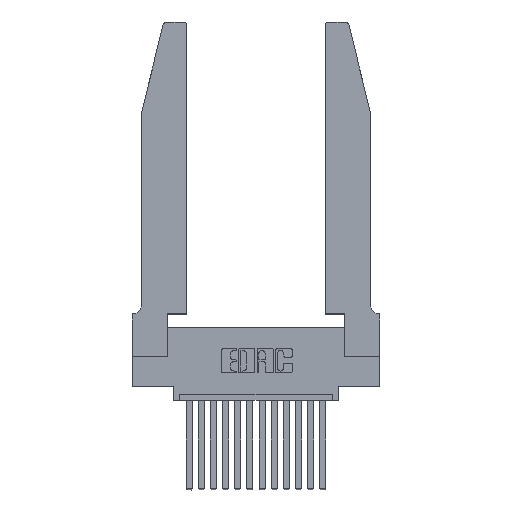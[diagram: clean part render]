
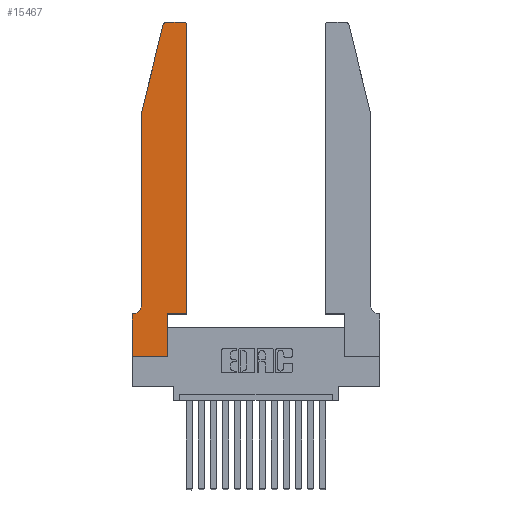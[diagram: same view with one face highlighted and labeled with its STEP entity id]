
A CAD part, top view. The second image highlights one B-rep face of the part: STEP entity #15467.
In plain terms, the highlighted planar face has unit normal (0, 0, 1).
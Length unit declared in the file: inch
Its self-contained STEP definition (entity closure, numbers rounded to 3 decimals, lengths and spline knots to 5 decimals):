
#74 = LINE ( 'NONE', #13469, #14210 ) ;
#555 = DIRECTION ( 'NONE',  ( 1., 0., 0. ) ) ;
#613 = VERTEX_POINT ( 'NONE', #13917 ) ;
#629 = VECTOR ( 'NONE', #5122, 39.37008 ) ;
#632 = CARTESIAN_POINT ( 'NONE',  ( 0.2605, 2.75, 0.37 ) ) ;
#1032 = LINE ( 'NONE', #1511, #7428 ) ;
#1446 = VECTOR ( 'NONE', #1486, 39.37008 ) ;
#1479 = CARTESIAN_POINT ( 'NONE',  ( 0.2865, 0., 0.37 ) ) ;
#1486 = DIRECTION ( 'NONE',  ( -1., 0., 0. ) ) ;
#1511 = CARTESIAN_POINT ( 'NONE',  ( 0., 0., 0.37 ) ) ;
#1602 = EDGE_CURVE ( 'NONE', #5459, #613, #6453, .T. ) ;
#2113 = CIRCLE ( 'NONE', #2700, 0.03 ) ;
#2139 = DIRECTION ( 'NONE',  ( 0., 0., 1. ) ) ;
#2207 = DIRECTION ( 'NONE',  ( -1., 0., 0. ) ) ;
#2378 = VERTEX_POINT ( 'NONE', #15700 ) ;
#2591 = DIRECTION ( 'NONE',  ( 0., -1., 0. ) ) ;
#2613 = EDGE_CURVE ( 'NONE', #2378, #17314, #6199, .T. ) ;
#2680 = AXIS2_PLACEMENT_3D ( 'NONE', #5703, #4145, #16593 ) ;
#2700 = AXIS2_PLACEMENT_3D ( 'NONE', #7557, #2139, #12187 ) ;
#2975 = ORIENTED_EDGE ( 'NONE', *, *, #4149, .T. ) ;
#3163 = VECTOR ( 'NONE', #16286, 39.37008 ) ;
#3206 = EDGE_CURVE ( 'NONE', #3732, #14577, #1032, .T. ) ;
#3419 = DIRECTION ( 'NONE',  ( 0., 0., 1. ) ) ;
#3432 = CARTESIAN_POINT ( 'NONE',  ( 0., 0., 0.37 ) ) ;
#3469 = VERTEX_POINT ( 'NONE', #10195 ) ;
#3732 = VERTEX_POINT ( 'NONE', #14673 ) ;
#4081 = VECTOR ( 'NONE', #14377, 39.37008 ) ;
#4145 = DIRECTION ( 'NONE',  ( 0., 0., 1. ) ) ;
#4149 = EDGE_CURVE ( 'NONE', #9619, #14045, #6800, .T. ) ;
#4204 = CARTESIAN_POINT ( 'NONE',  ( 0.4205, 2.75, 0.37 ) ) ;
#4250 = CARTESIAN_POINT ( 'NONE',  ( 0.0755, 0.35, 0.37 ) ) ;
#4255 = EDGE_CURVE ( 'NONE', #3469, #3732, #15809, .T. ) ;
#4516 = CIRCLE ( 'NONE', #8066, 0.03 ) ;
#4673 = LINE ( 'NONE', #632, #16034 ) ;
#4832 = CARTESIAN_POINT ( 'NONE',  ( 0.0055, 0.42, 0.37 ) ) ;
#5113 = ORIENTED_EDGE ( 'NONE', *, *, #6437, .T. ) ;
#5122 = DIRECTION ( 'NONE',  ( 0., 1., 0. ) ) ;
#5246 = CARTESIAN_POINT ( 'NONE',  ( 0.2865, 0.35, 0.37 ) ) ;
#5459 = VERTEX_POINT ( 'NONE', #5664 ) ;
#5664 = CARTESIAN_POINT ( 'NONE',  ( 0.25487, 2.72718, 0.37 ) ) ;
#5703 = CARTESIAN_POINT ( 'NONE',  ( 0., 0.35, 0.37 ) ) ;
#5990 = AXIS2_PLACEMENT_3D ( 'NONE', #4832, #11787, #2207 ) ;
#6035 = ORIENTED_EDGE ( 'NONE', *, *, #13893, .T. ) ;
#6199 = LINE ( 'NONE', #7920, #629 ) ;
#6354 = VERTEX_POINT ( 'NONE', #4204 ) ;
#6437 = EDGE_CURVE ( 'NONE', #14045, #2378, #74, .T. ) ;
#6453 = LINE ( 'NONE', #15565, #7497 ) ;
#6800 = LINE ( 'NONE', #16407, #3163 ) ;
#7174 = ORIENTED_EDGE ( 'NONE', *, *, #2613, .T. ) ;
#7280 = ORIENTED_EDGE ( 'NONE', *, *, #11528, .T. ) ;
#7416 = CARTESIAN_POINT ( 'NONE',  ( 0.4205, 2.72, 0.37 ) ) ;
#7428 = VECTOR ( 'NONE', #2591, 39.37008 ) ;
#7439 = ORIENTED_EDGE ( 'NONE', *, *, #17725, .T. ) ;
#7497 = VECTOR ( 'NONE', #10361, 39.37008 ) ;
#7557 = CARTESIAN_POINT ( 'NONE',  ( 0.284, 2.72, 0.37 ) ) ;
#7766 = ORIENTED_EDGE ( 'NONE', *, *, #16404, .T. ) ;
#7920 = CARTESIAN_POINT ( 'NONE',  ( 0.4505, 0.35, 0.37 ) ) ;
#8026 = VERTEX_POINT ( 'NONE', #9504 ) ;
#8066 = AXIS2_PLACEMENT_3D ( 'NONE', #7416, #3419, #555 ) ;
#8076 = DIRECTION ( 'NONE',  ( 1., 0., 0. ) ) ;
#8319 = ORIENTED_EDGE ( 'NONE', *, *, #4255, .T. ) ;
#8390 = VECTOR ( 'NONE', #11317, 39.37008 ) ;
#9504 = CARTESIAN_POINT ( 'NONE',  ( 0.284, 2.75, 0.37 ) ) ;
#9530 = CIRCLE ( 'NONE', #5990, 0.07 ) ;
#9619 = VERTEX_POINT ( 'NONE', #1479 ) ;
#9727 = EDGE_CURVE ( 'NONE', #14577, #9619, #15208, .T. ) ;
#10195 = CARTESIAN_POINT ( 'NONE',  ( 0.0055, 0.35, 0.37 ) ) ;
#10361 = DIRECTION ( 'NONE',  ( -0.239, -0.971, 0. ) ) ;
#10985 = ORIENTED_EDGE ( 'NONE', *, *, #15583, .T. ) ;
#11005 = PLANE ( 'NONE',  #2680 ) ;
#11317 = DIRECTION ( 'NONE',  ( 0., -1., 0. ) ) ;
#11528 = EDGE_CURVE ( 'NONE', #6354, #8026, #4673, .T. ) ;
#11787 = DIRECTION ( 'NONE',  ( 0., 0., -1. ) ) ;
#12187 = DIRECTION ( 'NONE',  ( 1., 0., 0. ) ) ;
#12389 = CARTESIAN_POINT ( 'NONE',  ( 0.4505, 2.72, 0.37 ) ) ;
#13024 = DIRECTION ( 'NONE',  ( -1., 0., 0. ) ) ;
#13031 = EDGE_LOOP ( 'NONE', ( #7280, #7439, #13417, #10985, #6035, #8319, #13991, #13132, #2975, #5113, #7174, #7766 ) ) ;
#13132 = ORIENTED_EDGE ( 'NONE', *, *, #9727, .T. ) ;
#13245 = CARTESIAN_POINT ( 'NONE',  ( 0., 0., 0.37 ) ) ;
#13417 = ORIENTED_EDGE ( 'NONE', *, *, #1602, .T. ) ;
#13469 = CARTESIAN_POINT ( 'NONE',  ( 0.4505, 0.35, 0.37 ) ) ;
#13893 = EDGE_CURVE ( 'NONE', #17002, #3469, #9530, .T. ) ;
#13917 = CARTESIAN_POINT ( 'NONE',  ( 0.0755, 2., 0.37 ) ) ;
#13991 = ORIENTED_EDGE ( 'NONE', *, *, #3206, .T. ) ;
#14045 = VERTEX_POINT ( 'NONE', #5246 ) ;
#14210 = VECTOR ( 'NONE', #8076, 39.37008 ) ;
#14377 = DIRECTION ( 'NONE',  ( 1., 0., 0. ) ) ;
#14577 = VERTEX_POINT ( 'NONE', #13245 ) ;
#14673 = CARTESIAN_POINT ( 'NONE',  ( 0., 0.35, 0.37 ) ) ;
#15208 = LINE ( 'NONE', #3432, #4081 ) ;
#15467 = ADVANCED_FACE ( 'NONE', ( #16747 ), #11005, .T. ) ;
#15552 = CARTESIAN_POINT ( 'NONE',  ( 0.0755, 2., 0.37 ) ) ;
#15565 = CARTESIAN_POINT ( 'NONE',  ( 0.0755, 2., 0.37 ) ) ;
#15583 = EDGE_CURVE ( 'NONE', #613, #17002, #17389, .T. ) ;
#15700 = CARTESIAN_POINT ( 'NONE',  ( 0.4505, 0.35, 0.37 ) ) ;
#15809 = LINE ( 'NONE', #4250, #1446 ) ;
#15859 = CARTESIAN_POINT ( 'NONE',  ( 0.0755, 0.42, 0.37 ) ) ;
#16034 = VECTOR ( 'NONE', #13024, 39.37008 ) ;
#16286 = DIRECTION ( 'NONE',  ( 0., 1., 0. ) ) ;
#16404 = EDGE_CURVE ( 'NONE', #17314, #6354, #4516, .T. ) ;
#16407 = CARTESIAN_POINT ( 'NONE',  ( 0.2865, 0.35, 0.37 ) ) ;
#16593 = DIRECTION ( 'NONE',  ( 1., 0., 0. ) ) ;
#16747 = FACE_OUTER_BOUND ( 'NONE', #13031, .T. ) ;
#17002 = VERTEX_POINT ( 'NONE', #15859 ) ;
#17314 = VERTEX_POINT ( 'NONE', #12389 ) ;
#17389 = LINE ( 'NONE', #15552, #8390 ) ;
#17725 = EDGE_CURVE ( 'NONE', #8026, #5459, #2113, .T. ) ;
